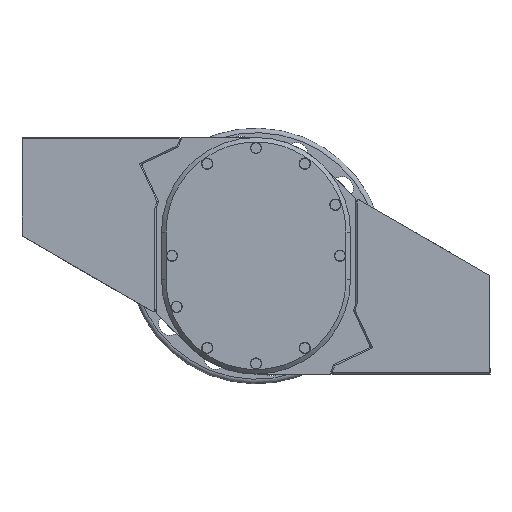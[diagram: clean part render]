
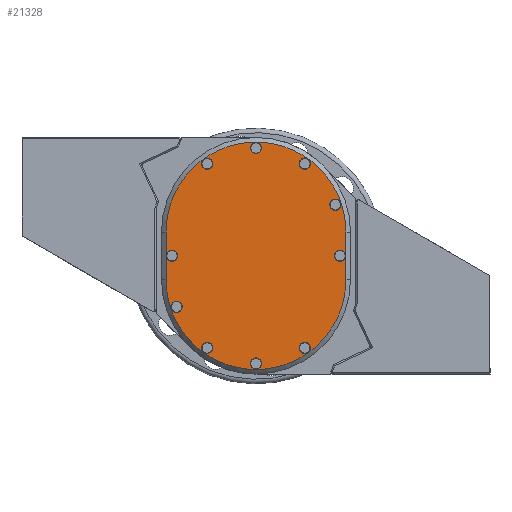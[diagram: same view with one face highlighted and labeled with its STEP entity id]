
A CAD part, top view. The second image highlights one B-rep face of the part: STEP entity #21328.
In plain terms, the highlighted face is planar.
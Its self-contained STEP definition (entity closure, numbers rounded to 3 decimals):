
#270=FACE_BOUND('',#5084,.T.);
#271=FACE_BOUND('',#5085,.T.);
#272=FACE_BOUND('',#5086,.T.);
#273=FACE_BOUND('',#5087,.T.);
#274=FACE_BOUND('',#5088,.T.);
#275=FACE_BOUND('',#5089,.T.);
#276=FACE_BOUND('',#5090,.T.);
#277=FACE_BOUND('',#5091,.T.);
#278=FACE_BOUND('',#5092,.T.);
#279=FACE_BOUND('',#5093,.T.);
#1360=LINE('',#41076,#2312);
#1363=LINE('',#41085,#2315);
#2312=VECTOR('',#27008,10.);
#2315=VECTOR('',#27019,10.);
#2957=PLANE('',#23256);
#3766=FACE_OUTER_BOUND('',#5083,.T.);
#5083=EDGE_LOOP('',(#16478,#16479,#16480,#16481));
#5084=EDGE_LOOP('',(#16482,#16483));
#5085=EDGE_LOOP('',(#16484,#16485));
#5086=EDGE_LOOP('',(#16486,#16487));
#5087=EDGE_LOOP('',(#16488));
#5088=EDGE_LOOP('',(#16489,#16490));
#5089=EDGE_LOOP('',(#16491,#16492));
#5090=EDGE_LOOP('',(#16493,#16494));
#5091=EDGE_LOOP('',(#16495,#16496));
#5092=EDGE_LOOP('',(#16497,#16498));
#5093=EDGE_LOOP('',(#16499,#16500));
#6367=CIRCLE('',#23247,19.7);
#6369=CIRCLE('',#23251,19.7);
#6371=CIRCLE('',#23257,1.25);
#6372=CIRCLE('',#23258,1.25);
#6373=CIRCLE('',#23259,1.25);
#6374=CIRCLE('',#23260,1.25);
#6375=CIRCLE('',#23261,1.25);
#6376=CIRCLE('',#23262,1.25);
#6377=CIRCLE('',#23263,1.25);
#6378=CIRCLE('',#23264,1.25);
#6379=CIRCLE('',#23265,1.25);
#6380=CIRCLE('',#23266,1.25);
#6381=CIRCLE('',#23267,1.25);
#6382=CIRCLE('',#23268,1.25);
#6383=CIRCLE('',#23269,1.25);
#6384=CIRCLE('',#23270,1.25);
#6385=CIRCLE('',#23271,1.25);
#6386=CIRCLE('',#23272,1.25);
#6387=CIRCLE('',#23273,1.25);
#6388=CIRCLE('',#23274,1.25);
#6389=CIRCLE('',#23275,1.25);
#9131=VERTEX_POINT('',#41063);
#9134=VERTEX_POINT('',#41068);
#9135=VERTEX_POINT('',#41072);
#9137=VERTEX_POINT('',#41078);
#9142=VERTEX_POINT('',#41097);
#9143=VERTEX_POINT('',#41098);
#9144=VERTEX_POINT('',#41101);
#9145=VERTEX_POINT('',#41102);
#9146=VERTEX_POINT('',#41105);
#9147=VERTEX_POINT('',#41106);
#9148=VERTEX_POINT('',#41109);
#9149=VERTEX_POINT('',#41111);
#9150=VERTEX_POINT('',#41112);
#9151=VERTEX_POINT('',#41115);
#9152=VERTEX_POINT('',#41116);
#9153=VERTEX_POINT('',#41119);
#9154=VERTEX_POINT('',#41120);
#9155=VERTEX_POINT('',#41123);
#9156=VERTEX_POINT('',#41124);
#9157=VERTEX_POINT('',#41127);
#9158=VERTEX_POINT('',#41128);
#9159=VERTEX_POINT('',#41131);
#9160=VERTEX_POINT('',#41132);
#11725=EDGE_CURVE('',#9134,#9131,#6367,.T.);
#11728=EDGE_CURVE('',#9131,#9135,#1360,.T.);
#11731=EDGE_CURVE('',#9135,#9137,#6369,.T.);
#11733=EDGE_CURVE('',#9137,#9134,#1363,.T.);
#11739=EDGE_CURVE('',#9142,#9143,#6371,.T.);
#11740=EDGE_CURVE('',#9143,#9142,#6372,.T.);
#11741=EDGE_CURVE('',#9144,#9145,#6373,.T.);
#11742=EDGE_CURVE('',#9145,#9144,#6374,.T.);
#11743=EDGE_CURVE('',#9146,#9147,#6375,.T.);
#11744=EDGE_CURVE('',#9147,#9146,#6376,.T.);
#11745=EDGE_CURVE('',#9148,#9148,#6377,.T.);
#11746=EDGE_CURVE('',#9149,#9150,#6378,.T.);
#11747=EDGE_CURVE('',#9150,#9149,#6379,.T.);
#11748=EDGE_CURVE('',#9151,#9152,#6380,.T.);
#11749=EDGE_CURVE('',#9152,#9151,#6381,.T.);
#11750=EDGE_CURVE('',#9153,#9154,#6382,.T.);
#11751=EDGE_CURVE('',#9154,#9153,#6383,.T.);
#11752=EDGE_CURVE('',#9155,#9156,#6384,.T.);
#11753=EDGE_CURVE('',#9156,#9155,#6385,.T.);
#11754=EDGE_CURVE('',#9157,#9158,#6386,.T.);
#11755=EDGE_CURVE('',#9158,#9157,#6387,.T.);
#11756=EDGE_CURVE('',#9159,#9160,#6388,.T.);
#11757=EDGE_CURVE('',#9160,#9159,#6389,.T.);
#16478=ORIENTED_EDGE('',*,*,#11725,.F.);
#16479=ORIENTED_EDGE('',*,*,#11733,.F.);
#16480=ORIENTED_EDGE('',*,*,#11731,.F.);
#16481=ORIENTED_EDGE('',*,*,#11728,.F.);
#16482=ORIENTED_EDGE('',*,*,#11739,.T.);
#16483=ORIENTED_EDGE('',*,*,#11740,.T.);
#16484=ORIENTED_EDGE('',*,*,#11741,.T.);
#16485=ORIENTED_EDGE('',*,*,#11742,.T.);
#16486=ORIENTED_EDGE('',*,*,#11743,.T.);
#16487=ORIENTED_EDGE('',*,*,#11744,.T.);
#16488=ORIENTED_EDGE('',*,*,#11745,.T.);
#16489=ORIENTED_EDGE('',*,*,#11746,.T.);
#16490=ORIENTED_EDGE('',*,*,#11747,.T.);
#16491=ORIENTED_EDGE('',*,*,#11748,.T.);
#16492=ORIENTED_EDGE('',*,*,#11749,.T.);
#16493=ORIENTED_EDGE('',*,*,#11750,.T.);
#16494=ORIENTED_EDGE('',*,*,#11751,.T.);
#16495=ORIENTED_EDGE('',*,*,#11752,.T.);
#16496=ORIENTED_EDGE('',*,*,#11753,.T.);
#16497=ORIENTED_EDGE('',*,*,#11754,.T.);
#16498=ORIENTED_EDGE('',*,*,#11755,.T.);
#16499=ORIENTED_EDGE('',*,*,#11756,.T.);
#16500=ORIENTED_EDGE('',*,*,#11757,.T.);
#21328=ADVANCED_FACE('',(#3766,#270,#271,#272,#273,#274,#275,#276,#277,
#278,#279),#2957,.F.);
#23247=AXIS2_PLACEMENT_3D('',#41070,#27002,#27003);
#23251=AXIS2_PLACEMENT_3D('',#41082,#27014,#27015);
#23256=AXIS2_PLACEMENT_3D('',#41096,#27030,#27031);
#23257=AXIS2_PLACEMENT_3D('',#41099,#27032,#27033);
#23258=AXIS2_PLACEMENT_3D('',#41100,#27034,#27035);
#23259=AXIS2_PLACEMENT_3D('',#41103,#27036,#27037);
#23260=AXIS2_PLACEMENT_3D('',#41104,#27038,#27039);
#23261=AXIS2_PLACEMENT_3D('',#41107,#27040,#27041);
#23262=AXIS2_PLACEMENT_3D('',#41108,#27042,#27043);
#23263=AXIS2_PLACEMENT_3D('',#41110,#27044,#27045);
#23264=AXIS2_PLACEMENT_3D('',#41113,#27046,#27047);
#23265=AXIS2_PLACEMENT_3D('',#41114,#27048,#27049);
#23266=AXIS2_PLACEMENT_3D('',#41117,#27050,#27051);
#23267=AXIS2_PLACEMENT_3D('',#41118,#27052,#27053);
#23268=AXIS2_PLACEMENT_3D('',#41121,#27054,#27055);
#23269=AXIS2_PLACEMENT_3D('',#41122,#27056,#27057);
#23270=AXIS2_PLACEMENT_3D('',#41125,#27058,#27059);
#23271=AXIS2_PLACEMENT_3D('',#41126,#27060,#27061);
#23272=AXIS2_PLACEMENT_3D('',#41129,#27062,#27063);
#23273=AXIS2_PLACEMENT_3D('',#41130,#27064,#27065);
#23274=AXIS2_PLACEMENT_3D('',#41133,#27066,#27067);
#23275=AXIS2_PLACEMENT_3D('',#41134,#27068,#27069);
#27002=DIRECTION('center_axis',(0.,0.,1.));
#27003=DIRECTION('ref_axis',(-1.,0.,0.));
#27008=DIRECTION('',(0.,1.,0.));
#27014=DIRECTION('center_axis',(0.,0.,1.));
#27015=DIRECTION('ref_axis',(1.,0.,0.));
#27019=DIRECTION('',(0.,-1.,0.));
#27030=DIRECTION('center_axis',(0.,0.,1.));
#27031=DIRECTION('ref_axis',(1.,0.,0.));
#27032=DIRECTION('center_axis',(0.,0.,1.));
#27033=DIRECTION('ref_axis',(1.,0.,0.));
#27034=DIRECTION('center_axis',(0.,0.,1.));
#27035=DIRECTION('ref_axis',(1.,0.,0.));
#27036=DIRECTION('center_axis',(0.,0.,1.));
#27037=DIRECTION('ref_axis',(1.,0.,0.));
#27038=DIRECTION('center_axis',(0.,0.,1.));
#27039=DIRECTION('ref_axis',(1.,0.,0.));
#27040=DIRECTION('center_axis',(0.,0.,1.));
#27041=DIRECTION('ref_axis',(1.,0.,0.));
#27042=DIRECTION('center_axis',(0.,0.,1.));
#27043=DIRECTION('ref_axis',(1.,0.,0.));
#27044=DIRECTION('center_axis',(0.,0.,1.));
#27045=DIRECTION('ref_axis',(1.,0.,0.));
#27046=DIRECTION('center_axis',(0.,0.,1.));
#27047=DIRECTION('ref_axis',(1.,0.,0.));
#27048=DIRECTION('center_axis',(0.,0.,1.));
#27049=DIRECTION('ref_axis',(1.,0.,0.));
#27050=DIRECTION('center_axis',(0.,0.,1.));
#27051=DIRECTION('ref_axis',(1.,0.,0.));
#27052=DIRECTION('center_axis',(0.,0.,1.));
#27053=DIRECTION('ref_axis',(1.,0.,0.));
#27054=DIRECTION('center_axis',(0.,0.,1.));
#27055=DIRECTION('ref_axis',(1.,0.,0.));
#27056=DIRECTION('center_axis',(0.,0.,1.));
#27057=DIRECTION('ref_axis',(1.,0.,0.));
#27058=DIRECTION('center_axis',(0.,0.,1.));
#27059=DIRECTION('ref_axis',(1.,0.,0.));
#27060=DIRECTION('center_axis',(0.,0.,1.));
#27061=DIRECTION('ref_axis',(1.,0.,0.));
#27062=DIRECTION('center_axis',(0.,0.,1.));
#27063=DIRECTION('ref_axis',(1.,0.,0.));
#27064=DIRECTION('center_axis',(0.,0.,1.));
#27065=DIRECTION('ref_axis',(1.,0.,0.));
#27066=DIRECTION('center_axis',(0.,0.,1.));
#27067=DIRECTION('ref_axis',(1.,0.,0.));
#27068=DIRECTION('center_axis',(0.,0.,1.));
#27069=DIRECTION('ref_axis',(1.,0.,0.));
#41063=CARTESIAN_POINT('',(19.7,-5.2,0.));
#41068=CARTESIAN_POINT('',(-19.7,-5.2,0.));
#41070=CARTESIAN_POINT('Origin',(0.,-5.2,0.));
#41072=CARTESIAN_POINT('',(19.7,5.2,0.));
#41076=CARTESIAN_POINT('',(19.7,-2.6,0.));
#41078=CARTESIAN_POINT('',(-19.7,5.2,0.));
#41082=CARTESIAN_POINT('Origin',(0.,5.2,0.));
#41085=CARTESIAN_POINT('',(-19.7,2.6,0.));
#41096=CARTESIAN_POINT('Origin',(0.,0.,0.));
#41097=CARTESIAN_POINT('',(9.44,-20.176,0.));
#41098=CARTESIAN_POINT('',(9.963,-19.159,0.));
#41099=CARTESIAN_POINT('Origin',(10.69,-20.176,0.));
#41100=CARTESIAN_POINT('Origin',(10.69,-20.176,0.));
#41101=CARTESIAN_POINT('',(-1.25,-23.6,0.));
#41102=CARTESIAN_POINT('',(0.,-22.35,0.));
#41103=CARTESIAN_POINT('Origin',(0.,-23.6,
0.));
#41104=CARTESIAN_POINT('Origin',(0.,-23.6,
0.));
#41105=CARTESIAN_POINT('',(-18.651,11.18,0.));
#41106=CARTESIAN_POINT('',(-16.219,10.774,0.));
#41107=CARTESIAN_POINT('Origin',(-17.401,11.18,0.));
#41108=CARTESIAN_POINT('Origin',(-17.401,11.18,0.));
#41109=CARTESIAN_POINT('',(17.15,0.,0.));
#41110=CARTESIAN_POINT('Origin',(18.4,0.,0.));
#41111=CARTESIAN_POINT('',(9.44,20.176,0.));
#41112=CARTESIAN_POINT('',(9.963,19.159,0.));
#41113=CARTESIAN_POINT('Origin',(10.69,20.176,0.));
#41114=CARTESIAN_POINT('Origin',(10.69,20.176,0.));
#41115=CARTESIAN_POINT('',(-11.94,20.176,0.));
#41116=CARTESIAN_POINT('',(-9.963,19.159,0.));
#41117=CARTESIAN_POINT('Origin',(-10.69,20.176,0.));
#41118=CARTESIAN_POINT('Origin',(-10.69,20.176,0.));
#41119=CARTESIAN_POINT('',(-1.25,23.6,0.));
#41120=CARTESIAN_POINT('',(0.,22.35,0.));
#41121=CARTESIAN_POINT('Origin',(0.,23.6,0.));
#41122=CARTESIAN_POINT('Origin',(0.,23.6,0.));
#41123=CARTESIAN_POINT('',(-19.65,0.,0.));
#41124=CARTESIAN_POINT('',(-17.15,0.,0.));
#41125=CARTESIAN_POINT('Origin',(-18.4,0.,0.));
#41126=CARTESIAN_POINT('Origin',(-18.4,0.,0.));
#41127=CARTESIAN_POINT('',(16.151,-11.18,0.));
#41128=CARTESIAN_POINT('',(16.219,-10.774,0.));
#41129=CARTESIAN_POINT('Origin',(17.401,-11.18,0.));
#41130=CARTESIAN_POINT('Origin',(17.401,-11.18,0.));
#41131=CARTESIAN_POINT('',(-11.94,-20.176,0.));
#41132=CARTESIAN_POINT('',(-9.963,-19.159,0.));
#41133=CARTESIAN_POINT('Origin',(-10.69,-20.176,0.));
#41134=CARTESIAN_POINT('Origin',(-10.69,-20.176,0.));
